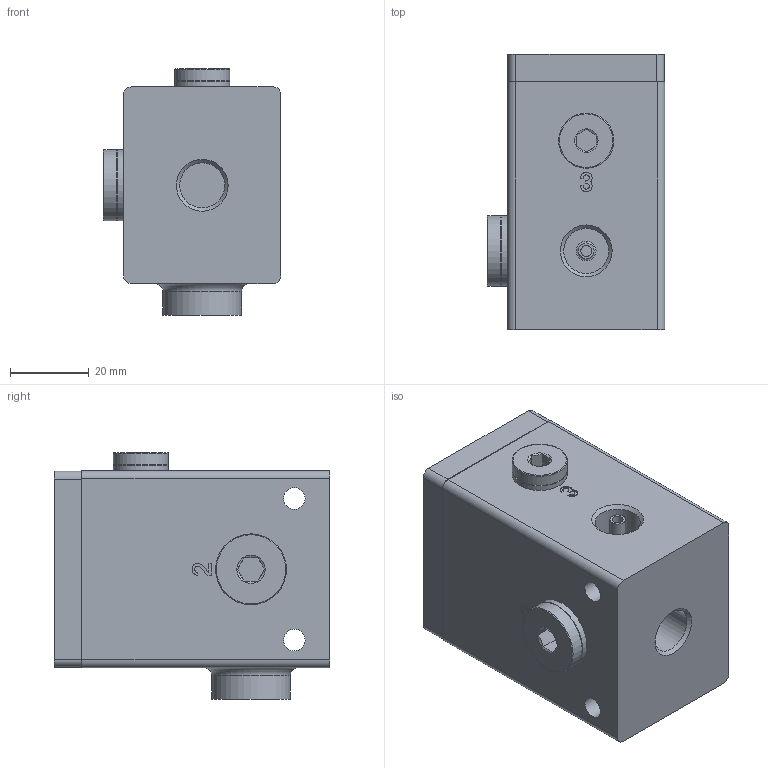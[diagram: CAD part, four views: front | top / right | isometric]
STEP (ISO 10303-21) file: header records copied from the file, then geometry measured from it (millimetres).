
FILE_DESCRIPTION(/* description */ ('STEP AP214'),/* implementation_level */ '2;1');
FILE_NAME(/* name */ '6890_VAK-1_4',/* time_stamp */ '2024-09-16T07:15:45+02:00',/* author */ ('License CC BY-ND 4.0'),/* organization */ ('CADENAS'),/* preprocessor_version */ 'ST-DEVELOPER v19.3',/* originating_system */ 'PARTsolutions',/* authorisation */ ' ');
FILE_SCHEMA (('AUTOMOTIVE_DESIGN {1 0 10303 214 3 1 1}'));
Length unit declared in the file: millimetre
Products named in the file (4): 6890 VAK-1/4; 6890 VAK-1/4_(g); 3569 B-1/4; 3568 B-1/8
Assembly tree (3 placements, depth 2):
  6890 VAK-1/4
    6890 VAK-1/4_(g)
    3569 B-1/4
    3568 B-1/8
Bounding box: 45.2 x 70 x 62.6 mm (x, y, z)
Volume: 139017 mm3; surface area: 22825.2 mm2
Topology: 3 solids, 3 shells, 150 faces, 334 edges, 216 vertices
Faces by surface type: plane 87, cylinder 40, cone 19, torus 4
Full cylindrical faces by diameter (mm): 2.8 x1, 4 x1, 4.917 x2, 5.5 x2, 8.5 x2, 8.566 x1, 9.728 x1, 10 x2, 11.445 x4, 12.6 x1, 13.157 x1, 14 x2, 16.2 x1, 18 x2, 20 x1
Entity records: 4788 total; most frequent: CARTESIAN_POINT 745, DIRECTION 667, ORIENTED_EDGE 564, EDGE_CURVE 282, AXIS2_PLACEMENT_3D 255, FACE_BOUND 229, EDGE_LOOP 227, VERTEX_POINT 213
